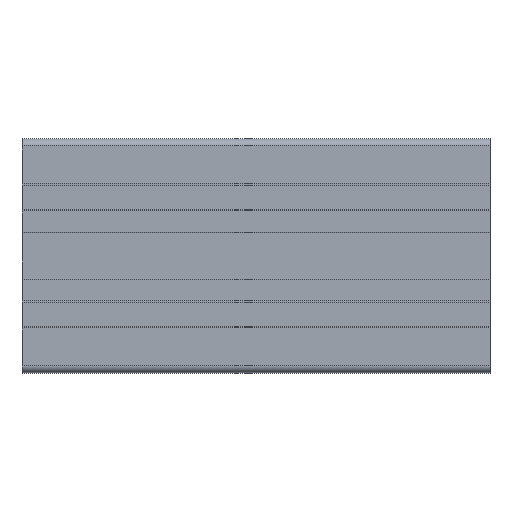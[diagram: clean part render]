
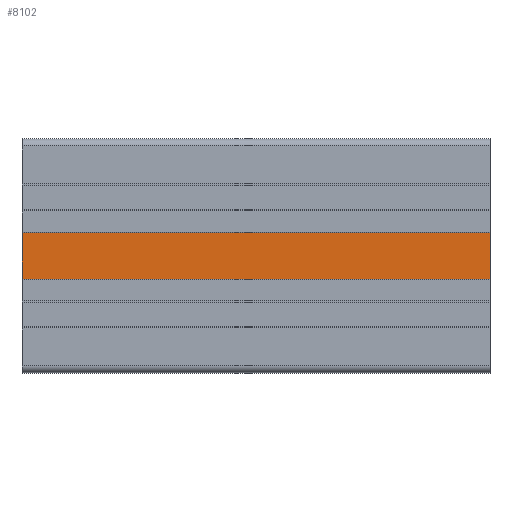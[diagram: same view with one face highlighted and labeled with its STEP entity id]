
A CAD part, top view. The second image highlights one B-rep face of the part: STEP entity #8102.
In plain terms, the highlighted planar face has unit normal (0, 0, 1).
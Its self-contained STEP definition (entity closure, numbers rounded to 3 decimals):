
#199 = CARTESIAN_POINT ( 'NONE',  ( -311.803, -10., 24. ) ) ;
#200 = DIRECTION ( 'NONE',  ( 1., 0., 0. ) ) ;
#299 = VERTEX_POINT ( 'NONE', #791 ) ;
#424 = VERTEX_POINT ( 'NONE', #916 ) ;
#434 = VERTEX_POINT ( 'NONE', #926 ) ;
#628 = VERTEX_POINT ( 'NONE', #1120 ) ;
#791 = CARTESIAN_POINT ( 'NONE',  ( -200., 10., 24. ) ) ;
#916 = CARTESIAN_POINT ( 'NONE',  ( 0., -10., 24. ) ) ;
#926 = CARTESIAN_POINT ( 'NONE',  ( -200., -10., 24. ) ) ;
#1120 = CARTESIAN_POINT ( 'NONE',  ( 0., 10., 24. ) ) ;
#1288 = CARTESIAN_POINT ( 'NONE',  ( -200., -10., 24. ) ) ;
#1291 = DIRECTION ( 'NONE',  ( 0., 1., 0. ) ) ;
#1517 = PLANE ( 'NONE',  #6763 ) ;
#1520 = CARTESIAN_POINT ( 'NONE',  ( -311.803, -10., 24. ) ) ;
#1526 = DIRECTION ( 'NONE',  ( 0., 0., 1. ) ) ;
#1527 = DIRECTION ( 'NONE',  ( 0., -1., 0. ) ) ;
#3239 = FACE_OUTER_BOUND ( 'NONE', #7694, .T. ) ;
#3758 = CARTESIAN_POINT ( 'NONE',  ( 0., -10., 24. ) ) ;
#3759 = DIRECTION ( 'NONE',  ( 0., -1., 0. ) ) ;
#3868 = CARTESIAN_POINT ( 'NONE',  ( -311.803, 10., 24. ) ) ;
#3869 = DIRECTION ( 'NONE',  ( 1., 0., 0. ) ) ;
#5219 = LINE ( 'NONE', #1288, #5237 ) ;
#5237 = VECTOR ( 'NONE', #1291, 1000. ) ;
#5395 = LINE ( 'NONE', #199, #5396 ) ;
#5396 = VECTOR ( 'NONE', #200, 1000. ) ;
#5774 = LINE ( 'NONE', #3758, #5775 ) ;
#5775 = VECTOR ( 'NONE', #3759, 1000. ) ;
#5881 = LINE ( 'NONE', #3868, #5882 ) ;
#5882 = VECTOR ( 'NONE', #3869, 1000. ) ;
#5967 = EDGE_CURVE ( 'NONE', #434, #299, #5219, .T. ) ;
#6049 = EDGE_CURVE ( 'NONE', #434, #424, #5395, .T. ) ;
#6243 = EDGE_CURVE ( 'NONE', #628, #424, #5774, .T. ) ;
#6297 = EDGE_CURVE ( 'NONE', #299, #628, #5881, .T. ) ;
#6763 = AXIS2_PLACEMENT_3D ( 'NONE', #1520, #1526, #1527 ) ;
#7694 = EDGE_LOOP ( 'NONE', ( #7781, #7784, #7783, #7777 ) ) ;
#7777 = ORIENTED_EDGE ( 'NONE', *, *, #6297, .F. ) ;
#7781 = ORIENTED_EDGE ( 'NONE', *, *, #5967, .F. ) ;
#7783 = ORIENTED_EDGE ( 'NONE', *, *, #6243, .F. ) ;
#7784 = ORIENTED_EDGE ( 'NONE', *, *, #6049, .T. ) ;
#8102 = ADVANCED_FACE ( 'NONE', ( #3239 ), #1517, .T. ) ;
